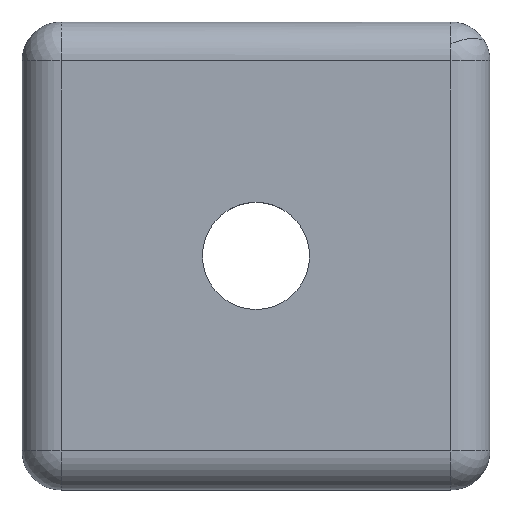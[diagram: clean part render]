
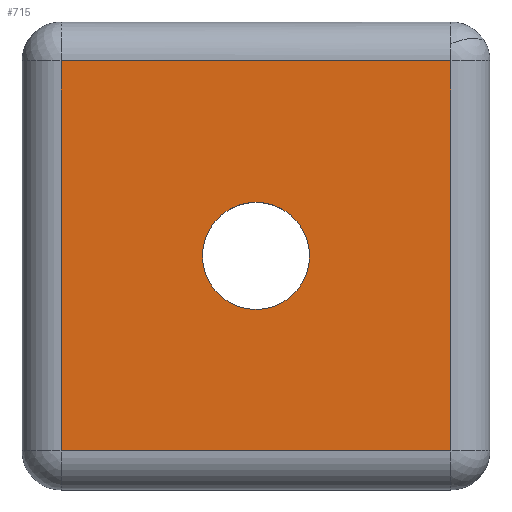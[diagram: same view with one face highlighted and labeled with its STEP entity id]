
A CAD part, top view. The second image highlights one B-rep face of the part: STEP entity #715.
In plain terms, the highlighted planar face has unit normal (0, 0, 1).
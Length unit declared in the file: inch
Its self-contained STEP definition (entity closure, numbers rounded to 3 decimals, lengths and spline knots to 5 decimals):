
#76=CARTESIAN_POINT('',(0.75,0.32788,0.188));
#77=VERTEX_POINT('',#76);
#86=CARTESIAN_POINT('',(0.75,-0.01588,0.188));
#87=VERTEX_POINT('',#86);
#88=CARTESIAN_POINT('',(0.75,0.156,0.188));
#89=DIRECTION('',(0.0,0.0,-1.0));
#90=DIRECTION('',(0.0,1.0,0.0));
#91=AXIS2_PLACEMENT_3D('',#88,#89,#90);
#92=CIRCLE('',#91,0.17188);
#93=EDGE_CURVE('',#87,#77,#92,.T.);
#356=CARTESIAN_POINT('',(1.375,-0.469,0.188));
#357=VERTEX_POINT('',#356);
#381=CARTESIAN_POINT('',(1.375,0.781,0.188));
#382=VERTEX_POINT('',#381);
#446=CARTESIAN_POINT('',(1.375,0.781,0.188));
#447=DIRECTION('',(0.0,-1.0,0.0));
#448=VECTOR('',#447,1.25);
#449=LINE('',#446,#448);
#450=EDGE_CURVE('',#382,#357,#449,.T.);
#497=CARTESIAN_POINT('',(0.75,0.156,0.188));
#498=DIRECTION('',(0.0,0.0,-1.0));
#499=DIRECTION('',(0.0,1.0,0.0));
#500=AXIS2_PLACEMENT_3D('',#497,#498,#499);
#501=CIRCLE('',#500,0.17188);
#502=EDGE_CURVE('',#77,#87,#501,.T.);
#520=CARTESIAN_POINT('',(0.125,0.781,0.188));
#521=VERTEX_POINT('',#520);
#529=CARTESIAN_POINT('',(0.125,0.781,0.188));
#530=DIRECTION('',(1.0,0.0,0.0));
#531=VECTOR('',#530,1.25);
#532=LINE('',#529,#531);
#533=EDGE_CURVE('',#521,#382,#532,.T.);
#564=CARTESIAN_POINT('',(0.125,-0.469,0.188));
#565=VERTEX_POINT('',#564);
#647=CARTESIAN_POINT('',(0.125,-0.469,0.188));
#648=DIRECTION('',(0.0,1.0,0.0));
#649=VECTOR('',#648,1.25);
#650=LINE('',#647,#649);
#651=EDGE_CURVE('',#565,#521,#650,.T.);
#683=CARTESIAN_POINT('',(1.375,-0.469,0.188));
#684=DIRECTION('',(-1.0,0.0,0.0));
#685=VECTOR('',#684,1.25);
#686=LINE('',#683,#685);
#687=EDGE_CURVE('',#357,#565,#686,.T.);
#700=CARTESIAN_POINT('',(3.0,0.906,0.188));
#701=DIRECTION('',(0.0,0.0,1.0));
#702=DIRECTION('',(1.0,0.0,0.0));
#703=AXIS2_PLACEMENT_3D('',#700,#701,#702);
#704=PLANE('',#703);
#705=ORIENTED_EDGE('',*,*,#533,.F.);
#706=ORIENTED_EDGE('',*,*,#651,.F.);
#707=ORIENTED_EDGE('',*,*,#687,.F.);
#708=ORIENTED_EDGE('',*,*,#450,.F.);
#709=EDGE_LOOP('',(#705,#706,#707,#708));
#710=FACE_OUTER_BOUND('',#709,.T.);
#711=ORIENTED_EDGE('',*,*,#502,.T.);
#712=ORIENTED_EDGE('',*,*,#93,.T.);
#713=EDGE_LOOP('',(#711,#712));
#714=FACE_BOUND('',#713,.T.);
#715=ADVANCED_FACE('',(#710,#714),#704,.T.);
